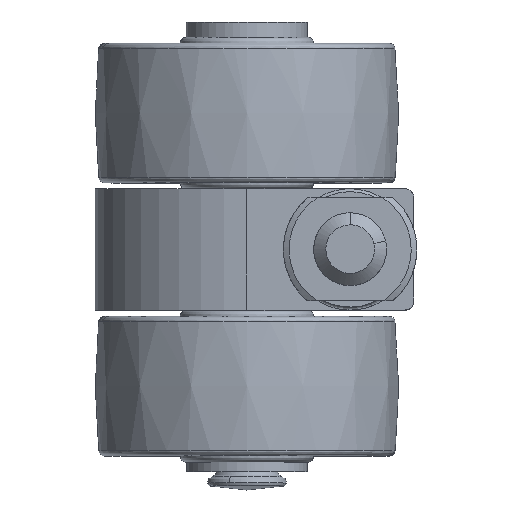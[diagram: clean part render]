
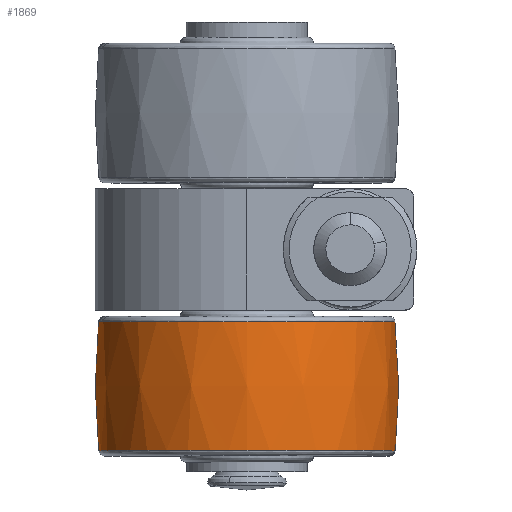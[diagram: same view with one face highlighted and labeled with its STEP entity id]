
A CAD part, top view. The second image highlights one B-rep face of the part: STEP entity #1869.
In plain terms, the highlighted free-form (B-spline) face has degree [2, 2] with [3, 9] control points.
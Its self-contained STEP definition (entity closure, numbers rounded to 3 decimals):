
#1274=CARTESIAN_POINT('',(24.243,11.894,3.063));
#1275=VERTEX_POINT('',#1274);
#1289=CARTESIAN_POINT('',(0.0,11.894,24.436));
#1290=VERTEX_POINT('',#1289);
#1291=CARTESIAN_POINT('',(0.0,11.894,24.436));
#1292=CARTESIAN_POINT('',(21.543,11.894,24.436));
#1293=CARTESIAN_POINT('',(24.243,11.894,3.063));
#1301=(BOUNDED_CURVE()B_SPLINE_CURVE(2,(#1291,#1292,#1293),.UNSPECIFIED.,.F.,.U.)B_SPLINE_CURVE_WITH_KNOTS((3,3),(0.0,0.228),.UNSPECIFIED.)CURVE()GEOMETRIC_REPRESENTATION_ITEM()RATIONAL_B_SPLINE_CURVE((1.0,0.733,0.954))REPRESENTATION_ITEM(''));
#1302=EDGE_CURVE('',#1290,#1275,#1301,.T.);
#1304=CARTESIAN_POINT('',(-24.273,11.894,-2.821));
#1305=VERTEX_POINT('',#1304);
#1306=CARTESIAN_POINT('',(-24.273,11.894,-2.821));
#1307=CARTESIAN_POINT('',(-24.436,11.894,-1.415));
#1308=CARTESIAN_POINT('',(-24.436,11.894,0.));
#1309=CARTESIAN_POINT('',(-24.436,11.894,24.436));
#1310=CARTESIAN_POINT('',(0.0,11.894,24.436));
#1318=(BOUNDED_CURVE()B_SPLINE_CURVE(2,(#1306,#1307,#1308,#1309,#1310),.UNSPECIFIED.,.F.,.U.)B_SPLINE_CURVE_WITH_KNOTS((3,2,3),(0.73,0.75,1.0),.UNSPECIFIED.)CURVE()GEOMETRIC_REPRESENTATION_ITEM()RATIONAL_B_SPLINE_CURVE((0.957,0.977,1.0,0.707,1.0))REPRESENTATION_ITEM(''));
#1319=EDGE_CURVE('',#1305,#1290,#1318,.T.);
#1321=CARTESIAN_POINT('',(0.0,11.894,-24.436));
#1322=VERTEX_POINT('',#1321);
#1336=CARTESIAN_POINT('',(8.653,11.894,-22.853));
#1337=VERTEX_POINT('',#1336);
#1338=CARTESIAN_POINT('',(8.653,11.894,-22.853));
#1339=CARTESIAN_POINT('',(4.471,11.894,-24.436));
#1340=CARTESIAN_POINT('',(0.0,11.894,-24.436));
#1348=(BOUNDED_CURVE()B_SPLINE_CURVE(2,(#1338,#1339,#1340),.UNSPECIFIED.,.F.,.U.)B_SPLINE_CURVE_WITH_KNOTS((3,3),(0.44,0.5),.UNSPECIFIED.)CURVE()GEOMETRIC_REPRESENTATION_ITEM()RATIONAL_B_SPLINE_CURVE((0.893,0.93,1.0))REPRESENTATION_ITEM(''));
#1349=EDGE_CURVE('',#1337,#1322,#1348,.T.);
#1400=CARTESIAN_POINT('',(24.243,11.894,3.063));
#1401=CARTESIAN_POINT('',(24.436,11.894,1.537));
#1402=CARTESIAN_POINT('',(24.436,11.894,0.));
#1403=CARTESIAN_POINT('',(24.436,11.894,-16.877));
#1404=CARTESIAN_POINT('',(8.653,11.894,-22.853));
#1412=(BOUNDED_CURVE()B_SPLINE_CURVE(2,(#1400,#1401,#1402,#1403,#1404),.UNSPECIFIED.,.F.,.U.)B_SPLINE_CURVE_WITH_KNOTS((3,2,3),(0.228,0.25,0.44),.UNSPECIFIED.)CURVE()GEOMETRIC_REPRESENTATION_ITEM()RATIONAL_B_SPLINE_CURVE((0.954,0.975,1.0,0.778,0.893))REPRESENTATION_ITEM(''));
#1413=EDGE_CURVE('',#1275,#1337,#1412,.T.);
#1442=CARTESIAN_POINT('',(23.867,33.106,-5.243));
#1443=VERTEX_POINT('',#1442);
#1444=CARTESIAN_POINT('',(0.0,33.106,-24.436));
#1445=VERTEX_POINT('',#1444);
#1446=CARTESIAN_POINT('',(23.867,33.106,-5.243));
#1447=CARTESIAN_POINT('',(19.65,33.106,-24.436));
#1448=CARTESIAN_POINT('',(0.0,33.106,-24.436));
#1456=(BOUNDED_CURVE()B_SPLINE_CURVE(2,(#1446,#1447,#1448),.UNSPECIFIED.,.F.,.U.)B_SPLINE_CURVE_WITH_KNOTS((3,3),(0.287,0.5),.UNSPECIFIED.)CURVE()GEOMETRIC_REPRESENTATION_ITEM()RATIONAL_B_SPLINE_CURVE((0.927,0.75,1.0))REPRESENTATION_ITEM(''));
#1457=EDGE_CURVE('',#1443,#1445,#1456,.T.);
#1459=CARTESIAN_POINT('',(-24.273,33.106,-2.821));
#1460=VERTEX_POINT('',#1459);
#1474=CARTESIAN_POINT('',(-24.313,33.106,2.452));
#1475=VERTEX_POINT('',#1474);
#1476=CARTESIAN_POINT('',(-24.273,33.106,-2.821));
#1477=CARTESIAN_POINT('',(-24.436,33.106,-1.415));
#1478=CARTESIAN_POINT('',(-24.436,33.106,0.));
#1479=CARTESIAN_POINT('',(-24.436,33.106,1.229));
#1480=CARTESIAN_POINT('',(-24.313,33.106,2.452));
#1488=(BOUNDED_CURVE()B_SPLINE_CURVE(2,(#1476,#1477,#1478,#1479,#1480),.UNSPECIFIED.,.F.,.U.)B_SPLINE_CURVE_WITH_KNOTS((3,2,3),(0.73,0.75,0.767),.UNSPECIFIED.)CURVE()GEOMETRIC_REPRESENTATION_ITEM()RATIONAL_B_SPLINE_CURVE((0.957,0.977,1.0,0.98,0.962))REPRESENTATION_ITEM(''));
#1489=EDGE_CURVE('',#1460,#1475,#1488,.T.);
#1583=CARTESIAN_POINT('',(0.0,33.106,24.436));
#1584=VERTEX_POINT('',#1583);
#1585=CARTESIAN_POINT('',(0.0,33.106,24.436));
#1586=CARTESIAN_POINT('',(24.436,33.106,24.436));
#1587=CARTESIAN_POINT('',(24.436,33.106,0.));
#1588=CARTESIAN_POINT('',(24.436,33.106,-2.653));
#1589=CARTESIAN_POINT('',(23.867,33.106,-5.243));
#1597=(BOUNDED_CURVE()B_SPLINE_CURVE(2,(#1585,#1586,#1587,#1588,#1589),.UNSPECIFIED.,.F.,.U.)B_SPLINE_CURVE_WITH_KNOTS((3,2,3),(0.0,0.25,0.287),.UNSPECIFIED.)CURVE()GEOMETRIC_REPRESENTATION_ITEM()RATIONAL_B_SPLINE_CURVE((1.0,0.707,1.0,0.957,0.927))REPRESENTATION_ITEM(''));
#1598=EDGE_CURVE('',#1584,#1443,#1597,.T.);
#1632=CARTESIAN_POINT('',(-24.313,33.106,2.452));
#1633=CARTESIAN_POINT('',(-22.095,33.106,24.436));
#1634=CARTESIAN_POINT('',(0.0,33.106,24.436));
#1642=(BOUNDED_CURVE()B_SPLINE_CURVE(2,(#1632,#1633,#1634),.UNSPECIFIED.,.F.,.U.)B_SPLINE_CURVE_WITH_KNOTS((3,3),(0.767,1.0),.UNSPECIFIED.)CURVE()GEOMETRIC_REPRESENTATION_ITEM()RATIONAL_B_SPLINE_CURVE((0.962,0.728,1.0))REPRESENTATION_ITEM(''));
#1643=EDGE_CURVE('',#1475,#1584,#1642,.T.);
#1798=CARTESIAN_POINT('',(-24.155,34.159,-2.808));
#1799=CARTESIAN_POINT('',(-25.515,22.5,-2.966));
#1800=CARTESIAN_POINT('',(-24.155,10.841,-2.808));
#1801=CARTESIAN_POINT('',(-24.318,34.159,-1.409));
#1802=CARTESIAN_POINT('',(-25.687,22.5,-1.488));
#1803=CARTESIAN_POINT('',(-24.318,10.841,-1.409));
#1804=CARTESIAN_POINT('',(-24.318,34.159,0.0));
#1805=CARTESIAN_POINT('',(-25.687,22.5,0.0));
#1806=CARTESIAN_POINT('',(-24.318,10.841,0.0));
#1807=CARTESIAN_POINT('',(-24.318,34.159,24.318));
#1808=CARTESIAN_POINT('',(-25.687,22.5,25.687));
#1809=CARTESIAN_POINT('',(-24.318,10.841,24.318));
#1810=CARTESIAN_POINT('',(0.0,34.159,24.318));
#1811=CARTESIAN_POINT('',(0.0,22.5,25.687));
#1812=CARTESIAN_POINT('',(0.0,10.841,24.318));
#1813=CARTESIAN_POINT('',(24.318,34.159,24.318));
#1814=CARTESIAN_POINT('',(25.687,22.5,25.687));
#1815=CARTESIAN_POINT('',(24.318,10.841,24.318));
#1816=CARTESIAN_POINT('',(24.318,34.159,0.0));
#1817=CARTESIAN_POINT('',(25.687,22.5,0.0));
#1818=CARTESIAN_POINT('',(24.318,10.841,0.0));
#1819=CARTESIAN_POINT('',(24.318,34.159,-24.318));
#1820=CARTESIAN_POINT('',(25.687,22.5,-25.687));
#1821=CARTESIAN_POINT('',(24.318,10.841,-24.318));
#1822=CARTESIAN_POINT('',(0.0,34.159,-24.318));
#1823=CARTESIAN_POINT('',(0.0,22.5,-25.687));
#1824=CARTESIAN_POINT('',(0.0,10.841,-24.318));
#1832=(BOUNDED_SURFACE()B_SPLINE_SURFACE(2,2,((#1798,#1801,#1804,#1807,#1810,#1813,#1816,#1819,#1822),(#1799,#1802,#1805,#1808,#1811,#1814,#1817,#1820,#1823),(#1800,#1803,#1806,#1809,#1812,#1815,#1818,#1821,#1824)),.UNSPECIFIED.,.F.,.F.,.U.)B_SPLINE_SURFACE_WITH_KNOTS((3,3),(3,2,2,2,3),(0.0,23.397),(0.0,3.314,44.735,86.156,127.578),.UNSPECIFIED.)GEOMETRIC_REPRESENTATION_ITEM()RATIONAL_B_SPLINE_SURFACE(((0.84,0.857,0.878,0.621,0.878,0.621,0.878,0.621,0.878),(0.834,0.852,0.872,0.617,0.872,0.617,0.872,0.617,0.872),(0.84,0.857,0.878,0.621,0.878,0.621,0.878,0.621,0.878)))REPRESENTATION_ITEM('')SURFACE());
#1833=ORIENTED_EDGE('',*,*,#1319,.T.);
#1834=ORIENTED_EDGE('',*,*,#1302,.T.);
#1835=ORIENTED_EDGE('',*,*,#1413,.T.);
#1836=ORIENTED_EDGE('',*,*,#1349,.T.);
#1837=CARTESIAN_POINT('',(0.0,33.106,-24.436));
#1838=CARTESIAN_POINT('',(0.0,22.5,-25.567));
#1839=CARTESIAN_POINT('',(0.0,11.894,-24.436));
#1847=(BOUNDED_CURVE()B_SPLINE_CURVE(2,(#1837,#1838,#1839),.UNSPECIFIED.,.F.,.U.)B_SPLINE_CURVE_WITH_KNOTS((3,3),(0.43,0.57),.UNSPECIFIED.)CURVE()GEOMETRIC_REPRESENTATION_ITEM()RATIONAL_B_SPLINE_CURVE((0.877,0.873,0.877))REPRESENTATION_ITEM(''));
#1848=EDGE_CURVE('',#1445,#1322,#1847,.T.);
#1849=ORIENTED_EDGE('',*,*,#1848,.F.);
#1850=ORIENTED_EDGE('',*,*,#1457,.F.);
#1851=ORIENTED_EDGE('',*,*,#1598,.F.);
#1852=ORIENTED_EDGE('',*,*,#1643,.F.);
#1853=ORIENTED_EDGE('',*,*,#1489,.F.);
#1854=CARTESIAN_POINT('',(-24.273,33.106,-2.821));
#1855=CARTESIAN_POINT('',(-25.396,22.5,-2.952));
#1856=CARTESIAN_POINT('',(-24.273,11.894,-2.821));
#1864=(BOUNDED_CURVE()B_SPLINE_CURVE(2,(#1854,#1855,#1856),.UNSPECIFIED.,.F.,.U.)B_SPLINE_CURVE_WITH_KNOTS((3,3),(0.43,0.57),.UNSPECIFIED.)CURVE()GEOMETRIC_REPRESENTATION_ITEM()RATIONAL_B_SPLINE_CURVE((0.84,0.835,0.84))REPRESENTATION_ITEM(''));
#1865=EDGE_CURVE('',#1460,#1305,#1864,.T.);
#1866=ORIENTED_EDGE('',*,*,#1865,.T.);
#1867=EDGE_LOOP('',(#1833,#1834,#1835,#1836,#1849,#1850,#1851,#1852,#1853,#1866));
#1868=FACE_OUTER_BOUND('',#1867,.T.);
#1869=ADVANCED_FACE('',(#1868),#1832,.T.);
